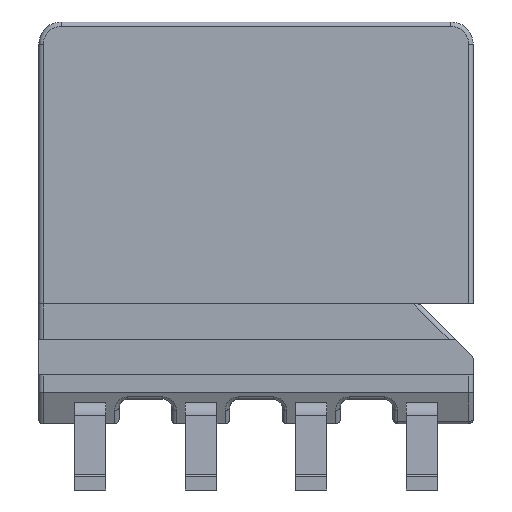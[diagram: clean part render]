
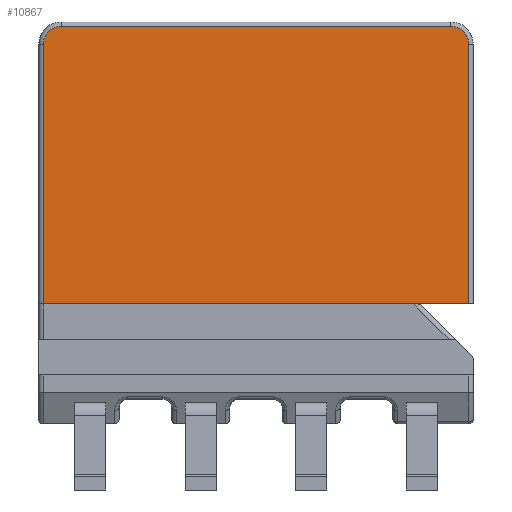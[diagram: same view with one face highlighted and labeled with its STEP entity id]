
A CAD part, front view. The second image highlights one B-rep face of the part: STEP entity #10867.
In plain terms, the highlighted planar face has unit normal (0, -1, 0).
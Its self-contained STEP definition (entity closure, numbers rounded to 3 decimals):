
#10354 = VERTEX_POINT('',#10355);
#10355 = CARTESIAN_POINT('',(-4.79,-3.8,4.19));
#10362 = EDGE_CURVE('',#10363,#10354,#10365,.T.);
#10363 = VERTEX_POINT('',#10364);
#10364 = CARTESIAN_POINT('',(-4.79,-3.8,10.04));
#10365 = LINE('',#10366,#10367);
#10366 = CARTESIAN_POINT('',(-4.79,-3.8,10.54));
#10367 = VECTOR('',#10368,1.);
#10368 = DIRECTION('',(0.,0.,-1.));
#10585 = VERTEX_POINT('',#10586);
#10586 = CARTESIAN_POINT('',(4.79,-3.8,10.04));
#10593 = EDGE_CURVE('',#10585,#10594,#10596,.T.);
#10594 = VERTEX_POINT('',#10595);
#10595 = CARTESIAN_POINT('',(4.79,-3.8,4.19));
#10596 = LINE('',#10597,#10598);
#10597 = CARTESIAN_POINT('',(4.79,-3.8,10.54));
#10598 = VECTOR('',#10599,1.);
#10599 = DIRECTION('',(0.,0.,-1.));
#10625 = VERTEX_POINT('',#10626);
#10626 = CARTESIAN_POINT('',(4.39,-3.8,10.44));
#10633 = EDGE_CURVE('',#10625,#10585,#10634,.T.);
#10634 = CIRCLE('',#10635,0.4);
#10635 = AXIS2_PLACEMENT_3D('',#10636,#10637,#10638);
#10636 = CARTESIAN_POINT('',(4.39,-3.8,10.04));
#10637 = DIRECTION('',(0.,1.,0.));
#10638 = DIRECTION('',(0.,0.,-1.));
#10651 = VERTEX_POINT('',#10652);
#10652 = CARTESIAN_POINT('',(-4.39,-3.8,10.44));
#10659 = EDGE_CURVE('',#10651,#10625,#10660,.T.);
#10660 = LINE('',#10661,#10662);
#10661 = CARTESIAN_POINT('',(-4.39,-3.8,10.44));
#10662 = VECTOR('',#10663,1.);
#10663 = DIRECTION('',(1.,0.,0.));
#10681 = EDGE_CURVE('',#10363,#10651,#10682,.T.);
#10682 = CIRCLE('',#10683,0.4);
#10683 = AXIS2_PLACEMENT_3D('',#10684,#10685,#10686);
#10684 = CARTESIAN_POINT('',(-4.39,-3.8,10.04));
#10685 = DIRECTION('',(0.,1.,0.));
#10686 = DIRECTION('',(0.,0.,-1.));
#10828 = EDGE_CURVE('',#10354,#10594,#10829,.T.);
#10829 = LINE('',#10830,#10831);
#10830 = CARTESIAN_POINT('',(-4.89,-3.8,4.19));
#10831 = VECTOR('',#10832,1.);
#10832 = DIRECTION('',(1.,0.,0.));
#10867 = ADVANCED_FACE('',(#10868),#10876,.F.);
#10868 = FACE_BOUND('',#10869,.T.);
#10869 = EDGE_LOOP('',(#10870,#10871,#10872,#10873,#10874,#10875));
#10870 = ORIENTED_EDGE('',*,*,#10828,.T.);
#10871 = ORIENTED_EDGE('',*,*,#10593,.F.);
#10872 = ORIENTED_EDGE('',*,*,#10633,.F.);
#10873 = ORIENTED_EDGE('',*,*,#10659,.F.);
#10874 = ORIENTED_EDGE('',*,*,#10681,.F.);
#10875 = ORIENTED_EDGE('',*,*,#10362,.T.);
#10876 = PLANE('',#10877);
#10877 = AXIS2_PLACEMENT_3D('',#10878,#10879,#10880);
#10878 = CARTESIAN_POINT('',(-4.89,-3.8,10.54));
#10879 = DIRECTION('',(0.,1.,0.));
#10880 = DIRECTION('',(0.,0.,-1.));
